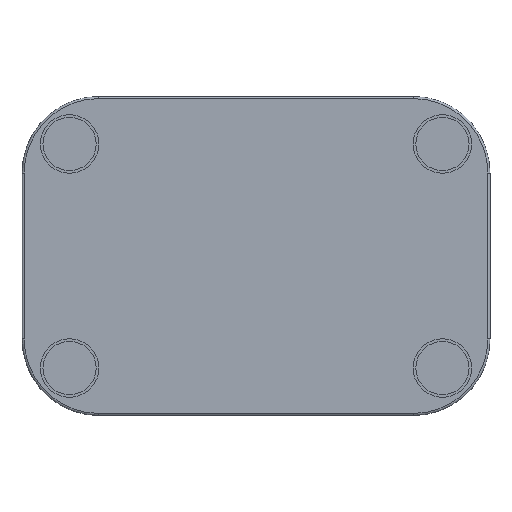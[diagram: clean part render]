
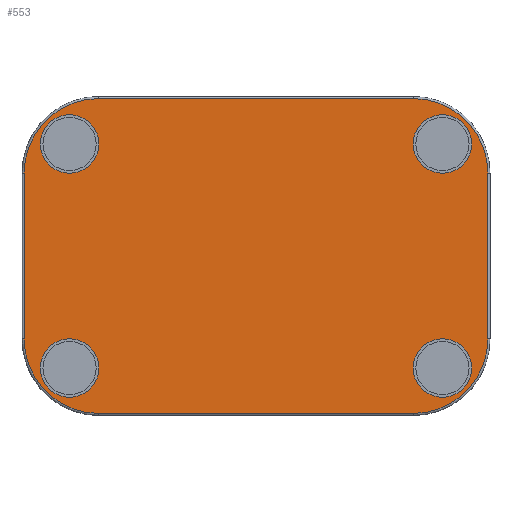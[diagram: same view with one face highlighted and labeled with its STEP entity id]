
A CAD part, front view. The second image highlights one B-rep face of the part: STEP entity #553.
In plain terms, the highlighted planar face has unit normal (0, -1, 0).
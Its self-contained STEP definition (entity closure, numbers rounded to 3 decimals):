
#23=FACE_BOUND('',#176,.T.);
#24=FACE_BOUND('',#177,.T.);
#25=FACE_BOUND('',#178,.T.);
#26=FACE_BOUND('',#179,.T.);
#41=PLANE('',#633);
#54=LINE('',#914,#78);
#56=LINE('',#926,#80);
#58=LINE('',#938,#82);
#59=LINE('',#946,#83);
#78=VECTOR('',#710,10.);
#80=VECTOR('',#724,10.);
#82=VECTOR('',#738,10.);
#83=VECTOR('',#749,10.);
#133=FACE_OUTER_BOUND('',#175,.T.);
#175=EDGE_LOOP('',(#437,#438,#439,#440,#441,#442,#443,#444));
#176=EDGE_LOOP('',(#445));
#177=EDGE_LOOP('',(#446));
#178=EDGE_LOOP('',(#447));
#179=EDGE_LOOP('',(#448));
#222=CIRCLE('',#605,17.5);
#228=CIRCLE('',#613,17.5);
#232=CIRCLE('',#619,17.5);
#236=CIRCLE('',#625,17.5);
#239=CIRCLE('',#634,6.878);
#240=CIRCLE('',#635,6.878);
#241=CIRCLE('',#636,6.878);
#242=CIRCLE('',#637,6.878);
#270=VERTEX_POINT('',#902);
#271=VERTEX_POINT('',#904);
#273=VERTEX_POINT('',#910);
#275=VERTEX_POINT('',#916);
#277=VERTEX_POINT('',#922);
#279=VERTEX_POINT('',#928);
#281=VERTEX_POINT('',#934);
#283=VERTEX_POINT('',#940);
#290=VERTEX_POINT('',#967);
#291=VERTEX_POINT('',#969);
#292=VERTEX_POINT('',#971);
#293=VERTEX_POINT('',#973);
#318=EDGE_CURVE('',#270,#271,#222,.T.);
#323=EDGE_CURVE('',#271,#273,#54,.T.);
#326=EDGE_CURVE('',#273,#275,#228,.T.);
#329=EDGE_CURVE('',#275,#277,#56,.T.);
#332=EDGE_CURVE('',#277,#279,#232,.T.);
#335=EDGE_CURVE('',#279,#281,#58,.T.);
#338=EDGE_CURVE('',#281,#283,#236,.T.);
#339=EDGE_CURVE('',#283,#270,#59,.T.);
#350=EDGE_CURVE('',#290,#290,#239,.T.);
#351=EDGE_CURVE('',#291,#291,#240,.T.);
#352=EDGE_CURVE('',#292,#292,#241,.T.);
#353=EDGE_CURVE('',#293,#293,#242,.T.);
#437=ORIENTED_EDGE('',*,*,#318,.F.);
#438=ORIENTED_EDGE('',*,*,#339,.F.);
#439=ORIENTED_EDGE('',*,*,#338,.F.);
#440=ORIENTED_EDGE('',*,*,#335,.F.);
#441=ORIENTED_EDGE('',*,*,#332,.F.);
#442=ORIENTED_EDGE('',*,*,#329,.F.);
#443=ORIENTED_EDGE('',*,*,#326,.F.);
#444=ORIENTED_EDGE('',*,*,#323,.F.);
#445=ORIENTED_EDGE('',*,*,#350,.T.);
#446=ORIENTED_EDGE('',*,*,#351,.T.);
#447=ORIENTED_EDGE('',*,*,#352,.T.);
#448=ORIENTED_EDGE('',*,*,#353,.T.);
#553=ADVANCED_FACE('',(#133,#23,#24,#25,#26),#41,.T.);
#605=AXIS2_PLACEMENT_3D('',#905,#699,#700);
#613=AXIS2_PLACEMENT_3D('',#920,#717,#718);
#619=AXIS2_PLACEMENT_3D('',#932,#731,#732);
#625=AXIS2_PLACEMENT_3D('',#944,#745,#746);
#633=AXIS2_PLACEMENT_3D('',#966,#770,#771);
#634=AXIS2_PLACEMENT_3D('',#968,#772,#773);
#635=AXIS2_PLACEMENT_3D('',#970,#774,#775);
#636=AXIS2_PLACEMENT_3D('',#972,#776,#777);
#637=AXIS2_PLACEMENT_3D('',#974,#778,#779);
#699=DIRECTION('center_axis',(0.,1.,0.));
#700=DIRECTION('ref_axis',(-0.707,0.,0.707));
#710=DIRECTION('',(1.,0.,0.));
#717=DIRECTION('center_axis',(0.,1.,0.));
#718=DIRECTION('ref_axis',(0.707,0.,0.707));
#724=DIRECTION('',(0.,0.,-1.));
#731=DIRECTION('center_axis',(0.,1.,0.));
#732=DIRECTION('ref_axis',(0.707,0.,-0.707));
#738=DIRECTION('',(-1.,0.,0.));
#745=DIRECTION('center_axis',(0.,1.,0.));
#746=DIRECTION('ref_axis',(-0.707,0.,-0.707));
#749=DIRECTION('',(0.,0.,1.));
#770=DIRECTION('center_axis',(0.,-1.,0.));
#771=DIRECTION('ref_axis',(0.,0.,-1.));
#772=DIRECTION('center_axis',(0.,1.,0.));
#773=DIRECTION('ref_axis',(-1.,0.,0.));
#774=DIRECTION('center_axis',(0.,1.,0.));
#775=DIRECTION('ref_axis',(-1.,0.,0.));
#776=DIRECTION('center_axis',(0.,1.,0.));
#777=DIRECTION('ref_axis',(1.,0.,0.));
#778=DIRECTION('center_axis',(0.,1.,0.));
#779=DIRECTION('ref_axis',(1.,0.,0.));
#902=CARTESIAN_POINT('',(-109.5,0.,-18.));
#904=CARTESIAN_POINT('',(-92.,0.,-0.5));
#905=CARTESIAN_POINT('Origin',(-92.,0.,-18.));
#910=CARTESIAN_POINT('',(-18.,0.,-0.5));
#914=CARTESIAN_POINT('',(-82.5,0.,-0.5));
#916=CARTESIAN_POINT('',(-0.5,0.,-18.));
#920=CARTESIAN_POINT('Origin',(-18.,0.,-18.));
#922=CARTESIAN_POINT('',(-0.5,0.,-57.));
#926=CARTESIAN_POINT('',(-0.5,0.,-18.75));
#928=CARTESIAN_POINT('',(-18.,0.,-74.5));
#932=CARTESIAN_POINT('Origin',(-18.,0.,-57.));
#934=CARTESIAN_POINT('',(-92.,0.,-74.5));
#938=CARTESIAN_POINT('',(-27.5,0.,-74.5));
#940=CARTESIAN_POINT('',(-109.5,0.,-57.));
#944=CARTESIAN_POINT('Origin',(-92.,0.,-57.));
#946=CARTESIAN_POINT('',(-109.5,0.,-56.25));
#966=CARTESIAN_POINT('Origin',(-55.,0.,-37.5));
#967=CARTESIAN_POINT('',(-91.95,0.,-11.173));
#968=CARTESIAN_POINT('Origin',(-98.828,0.,-11.173));
#969=CARTESIAN_POINT('',(-91.95,0.,-63.827));
#970=CARTESIAN_POINT('Origin',(-98.828,0.,-63.827));
#971=CARTESIAN_POINT('',(-18.05,0.,-11.173));
#972=CARTESIAN_POINT('Origin',(-11.172,0.,-11.173));
#973=CARTESIAN_POINT('',(-18.05,0.,-63.827));
#974=CARTESIAN_POINT('Origin',(-11.172,0.,-63.827));
